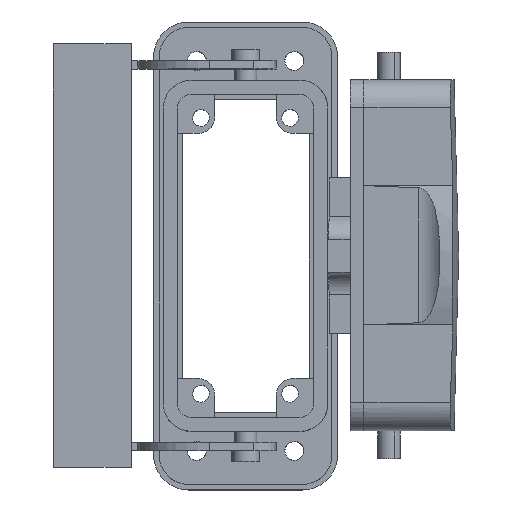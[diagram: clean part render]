
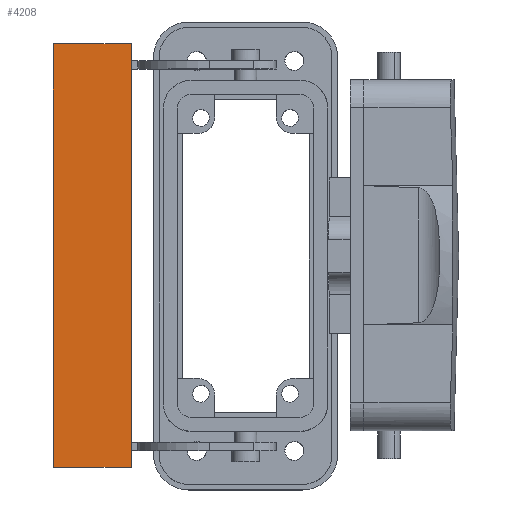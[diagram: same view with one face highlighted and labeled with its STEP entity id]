
A CAD part, top view. The second image highlights one B-rep face of the part: STEP entity #4208.
In plain terms, the highlighted planar face has unit normal (0, 0, 1).
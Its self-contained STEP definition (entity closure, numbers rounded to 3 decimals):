
#4195=AXIS2_PLACEMENT_3D('Plane Axis2P3D',#4192,#4193,#4194) ;
#3234=CARTESIAN_POINT('Vertex',(14.,4.,36.25)) ;
#3250=CARTESIAN_POINT('Vertex',(14.,80.,36.25)) ;
#3253=CARTESIAN_POINT('Line Origine',(14.,42.,36.25)) ;
#4109=CARTESIAN_POINT('Line Origine',(7.,4.,36.25)) ;
#4113=CARTESIAN_POINT('Vertex',(0.,4.,36.25)) ;
#4176=CARTESIAN_POINT('Vertex',(0.,80.,36.25)) ;
#4179=CARTESIAN_POINT('Line Origine',(7.,80.,36.25)) ;
#4192=CARTESIAN_POINT('Axis2P3D Location',(0.,42.,36.25)) ;
#4197=CARTESIAN_POINT('Line Origine',(0.,42.,36.25)) ;
#3254=DIRECTION('Vector Direction',(0.,-1.,0.)) ;
#4110=DIRECTION('Vector Direction',(1.,0.,0.)) ;
#4180=DIRECTION('Vector Direction',(1.,0.,0.)) ;
#4193=DIRECTION('Axis2P3D Direction',(0.,0.,-1.)) ;
#4194=DIRECTION('Axis2P3D XDirection',(1.,0.,0.)) ;
#4198=DIRECTION('Vector Direction',(0.,-1.,0.)) ;
#3255=VECTOR('Line Direction',#3254,1.) ;
#4111=VECTOR('Line Direction',#4110,1.) ;
#4181=VECTOR('Line Direction',#4180,1.) ;
#4199=VECTOR('Line Direction',#4198,1.) ;
#4203=ORIENTED_EDGE('',*,*,#4115,.T.) ;
#4204=ORIENTED_EDGE('',*,*,#3257,.T.) ;
#4205=ORIENTED_EDGE('',*,*,#4183,.F.) ;
#4206=ORIENTED_EDGE('',*,*,#4201,.F.) ;
#4208=ADVANCED_FACE('Housing.1',(#4207),#4196,.F.) ;
#3257=EDGE_CURVE('',#3235,#3251,#3256,.F.) ;
#4115=EDGE_CURVE('',#4114,#3235,#4112,.T.) ;
#4183=EDGE_CURVE('',#4177,#3251,#4182,.T.) ;
#4201=EDGE_CURVE('',#4114,#4177,#4200,.F.) ;
#4202=EDGE_LOOP('',(#4203,#4204,#4205,#4206)) ;
#4207=FACE_OUTER_BOUND('',#4202,.T.) ;
#3256=LINE('Line',#3253,#3255) ;
#4112=LINE('Line',#4109,#4111) ;
#4182=LINE('Line',#4179,#4181) ;
#4200=LINE('Line',#4197,#4199) ;
#4196=PLANE('',#4195) ;
#3235=VERTEX_POINT('',#3234) ;
#3251=VERTEX_POINT('',#3250) ;
#4114=VERTEX_POINT('',#4113) ;
#4177=VERTEX_POINT('',#4176) ;
